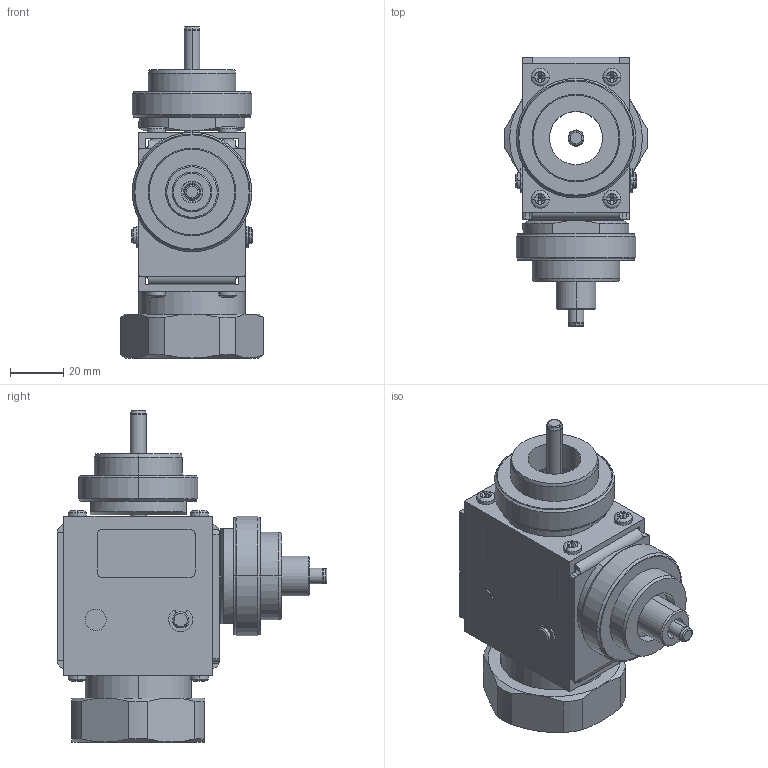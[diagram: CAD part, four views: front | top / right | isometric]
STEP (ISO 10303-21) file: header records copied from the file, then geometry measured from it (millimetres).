
FILE_DESCRIPTION((''),'2;1');
FILE_NAME('003H6855_ASM','2015-04-09T',('u317927'),('Danfoss'),'PRO/ENGINEER BY PARAMETRIC TECHNOLOGY CORPORATION, 2014000','PRO/ENGINEER BY PARAMETRIC TECHNOLOGY CORPORATION, 2014000','');
FILE_SCHEMA(('CONFIG_CONTROL_DESIGN'));
Length unit declared in the file: millimetre
Products named in the file (21): 8881279; 8883901; 8890090; 8883789_ASM; 8881282; 8881268_ASM; 8881269; 8881270_ASM; 8881271; 8881276; 8881277; 5479057; 8881275_ASM; 8881274; 8881273; 8882870; 8881016; 5479095; 5201739; 5184009; 003H6855_ASM
Assembly tree (31 placements, depth 3):
  003H6855_ASM
    8883789_ASM
      8881279
      8883901
      8890090
    8881268_ASM
      8881282
    8881269
    8881270_ASM
    8881271
    8881276
    8881277
    8881275_ASM
      5479057  x2
    8881274
    8881273
    8882870  x2
    8881016
    5479095  x2
    5201739  x2
    5184009  x8
Bounding box: 53.94 x 101.5 x 125 mm (x, y, z)
Volume: 103555.4 mm3; surface area: 79565.7 mm2
Topology: 27 solids, 42 shells, 902 faces, 2174 edges, 1353 vertices
Faces by surface type: cylinder 360, plane 284, cone 148, torus 110
Entity records: 15503 total; most frequent: CARTESIAN_POINT 2909, DIRECTION 2877, ORIENTED_EDGE 2320, AXIS2_PLACEMENT_3D 1208, EDGE_CURVE 1175, VERTEX_POINT 728, CIRCLE 632, EDGE_LOOP 595
